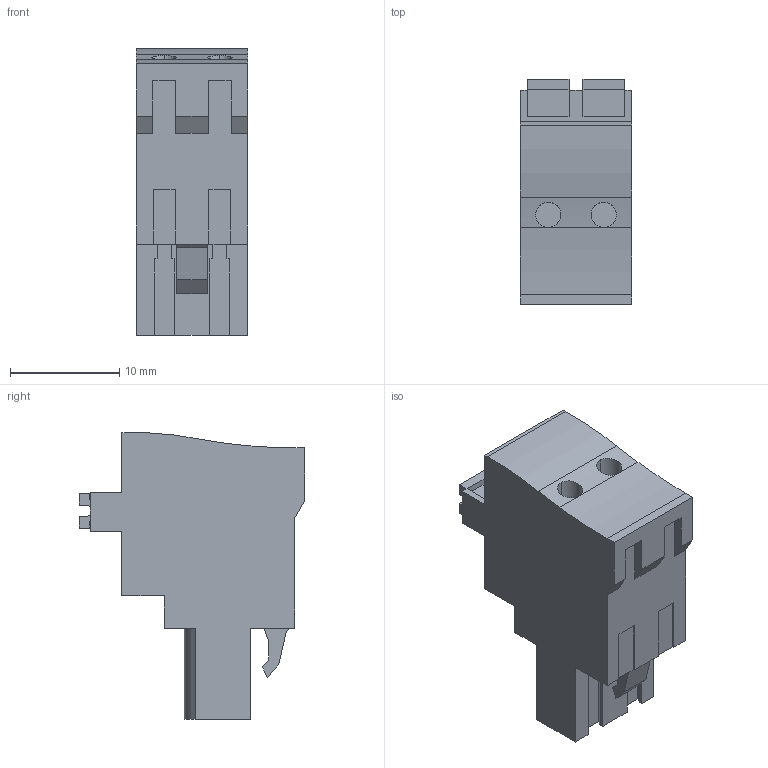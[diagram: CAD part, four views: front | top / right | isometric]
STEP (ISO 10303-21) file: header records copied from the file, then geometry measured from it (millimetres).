
FILE_DESCRIPTION(('CATIA V5 STEP Exchange','CAx-IF Rec.Pracs.--- Model Styling and Organization---1.2---2011-12-15'),'2;1');
FILE_NAME ('D1461153_0_1982700000_1982700000.stp','2017-10-30T15:09:09+00:00',('none'),('Weidmueller'),'CATIA Version 5-6 Release 2014','CATIA V5 STEP AP214','none');
FILE_SCHEMA(('AUTOMOTIVE_DESIGN { 1 0 10303 214 1 1 1 1 }'));
Length unit declared in the file: millimetre
Products named in the file (1): 1982700000
Bounding box: 10.16 x 20.64 x 26.24 mm (x, y, z)
Volume: 3014.2 mm3; surface area: 2026.2 mm2
Topology: 3 solids, 3 shells, 163 faces, 443 edges, 295 vertices
Faces by surface type: plane 140, cylinder 23
Entity records: 4875 total; most frequent: CARTESIAN_POINT 893, ORIENTED_EDGE 886, DIRECTION 683, EDGE_CURVE 443, VECTOR 397, LINE 397, VERTEX_POINT 295, EDGE_LOOP 172
